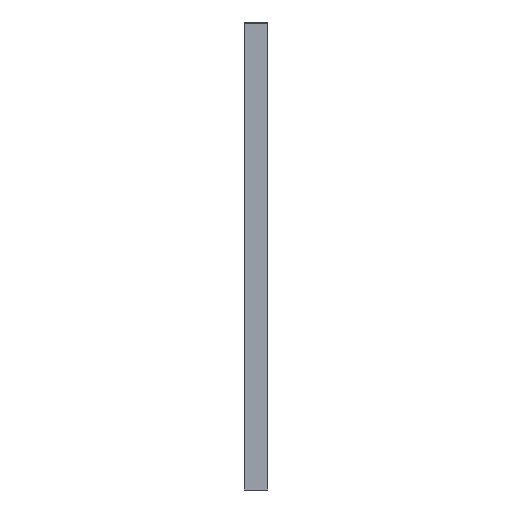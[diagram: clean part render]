
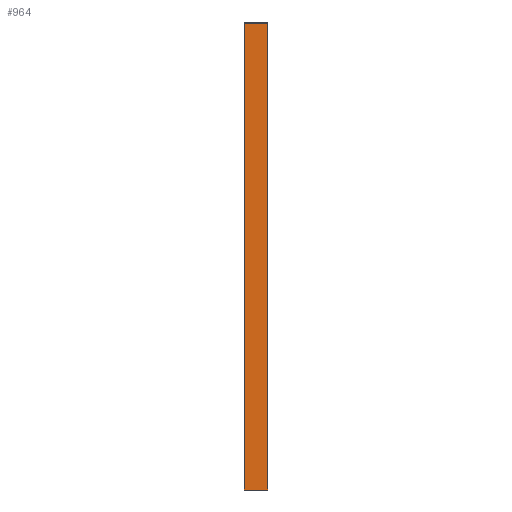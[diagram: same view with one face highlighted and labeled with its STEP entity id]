
A CAD part, left-side view. The second image highlights one B-rep face of the part: STEP entity #964.
In plain terms, the highlighted planar face has unit normal (-1, 0, 0).
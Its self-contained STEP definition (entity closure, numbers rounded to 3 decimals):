
#2 = LINE ( 'NONE', #669, #617 ) ;
#16 = EDGE_CURVE ( 'NONE', #819, #1031, #565, .T. ) ;
#19 = PLANE ( 'NONE',  #127 ) ;
#31 = VERTEX_POINT ( 'NONE', #558 ) ;
#35 = ORIENTED_EDGE ( 'NONE', *, *, #320, .F. ) ;
#37 = VECTOR ( 'NONE', #150, 1000. ) ;
#62 = ORIENTED_EDGE ( 'NONE', *, *, #16, .F. ) ;
#93 = CARTESIAN_POINT ( 'NONE',  ( 92., 10., -0.01 ) ) ;
#102 = DIRECTION ( 'NONE',  ( 1., 0., 0. ) ) ;
#123 = FACE_OUTER_BOUND ( 'NONE', #1057, .T. ) ;
#127 = AXIS2_PLACEMENT_3D ( 'NONE', #914, #102, #700 ) ;
#150 = DIRECTION ( 'NONE',  ( 0., 1., 0. ) ) ;
#192 = CARTESIAN_POINT ( 'NONE',  ( 92., -10., -0.01 ) ) ;
#213 = EDGE_CURVE ( 'NONE', #1031, #31, #747, .T. ) ;
#214 = CARTESIAN_POINT ( 'NONE',  ( 92., -10., -400. ) ) ;
#249 = ORIENTED_EDGE ( 'NONE', *, *, #213, .F. ) ;
#320 = EDGE_CURVE ( 'NONE', #503, #819, #925, .T. ) ;
#341 = EDGE_CURVE ( 'NONE', #31, #503, #2, .T. ) ;
#355 = VECTOR ( 'NONE', #634, 1000. ) ;
#370 = DIRECTION ( 'NONE',  ( 0., 0., 1. ) ) ;
#389 = VECTOR ( 'NONE', #662, 1000. ) ;
#503 = VERTEX_POINT ( 'NONE', #93 ) ;
#558 = CARTESIAN_POINT ( 'NONE',  ( 92., 10., -400. ) ) ;
#565 = LINE ( 'NONE', #1005, #355 ) ;
#573 = ORIENTED_EDGE ( 'NONE', *, *, #341, .F. ) ;
#617 = VECTOR ( 'NONE', #370, 1000. ) ;
#634 = DIRECTION ( 'NONE',  ( 0., 0., -1. ) ) ;
#662 = DIRECTION ( 'NONE',  ( 0., -1., 0. ) ) ;
#669 = CARTESIAN_POINT ( 'NONE',  ( 92., 10., -398.49 ) ) ;
#700 = DIRECTION ( 'NONE',  ( 0., 0., -1. ) ) ;
#747 = LINE ( 'NONE', #953, #37 ) ;
#751 = CARTESIAN_POINT ( 'NONE',  ( 92., 10., -0.01 ) ) ;
#819 = VERTEX_POINT ( 'NONE', #192 ) ;
#914 = CARTESIAN_POINT ( 'NONE',  ( 92., 10., -398.49 ) ) ;
#925 = LINE ( 'NONE', #751, #389 ) ;
#953 = CARTESIAN_POINT ( 'NONE',  ( 92., -12.135, -400. ) ) ;
#964 = ADVANCED_FACE ( 'NONE', ( #123 ), #19, .F. ) ;
#1005 = CARTESIAN_POINT ( 'NONE',  ( 92., -10., -398.49 ) ) ;
#1031 = VERTEX_POINT ( 'NONE', #214 ) ;
#1057 = EDGE_LOOP ( 'NONE', ( #62, #35, #573, #249 ) ) ;
